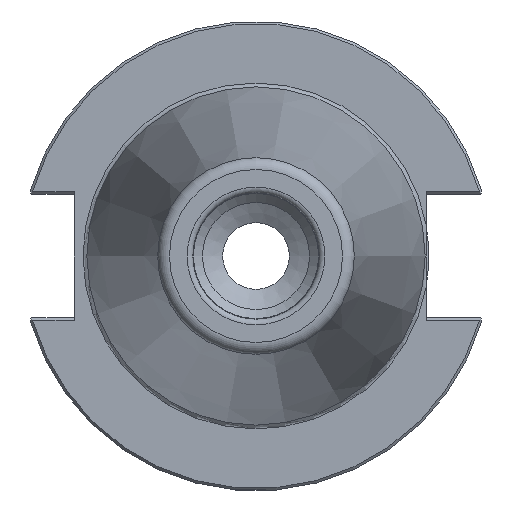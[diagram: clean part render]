
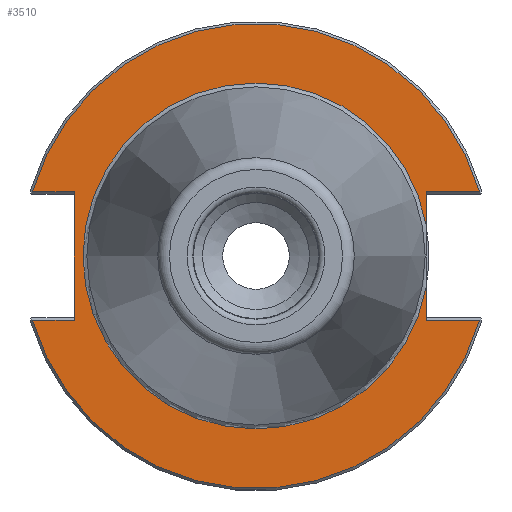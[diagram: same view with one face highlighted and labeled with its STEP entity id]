
A CAD part, left-side view. The second image highlights one B-rep face of the part: STEP entity #3510.
In plain terms, the highlighted planar face has unit normal (-1, 0, 0).
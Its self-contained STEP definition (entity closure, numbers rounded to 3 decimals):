
#250=PLANE('',#3813);
#380=FACE_OUTER_BOUND('',#574,.T.);
#574=EDGE_LOOP('',(#2785,#2786,#2787,#2788,#2789,#2790,#2791,#2792,#2793,
#2794,#2795));
#798=LINE('',#6322,#1013);
#801=LINE('',#6381,#1016);
#802=LINE('',#6387,#1017);
#803=LINE('',#6389,#1018);
#804=LINE('',#6393,#1019);
#805=LINE('',#6395,#1020);
#806=LINE('',#6396,#1021);
#1013=VECTOR('',#4493,10.);
#1016=VECTOR('',#4512,10.);
#1017=VECTOR('',#4517,10.);
#1018=VECTOR('',#4518,10.);
#1019=VECTOR('',#4521,10.);
#1020=VECTOR('',#4522,10.);
#1021=VECTOR('',#4523,10.);
#1208=CIRCLE('',#3811,48.25);
#1210=CIRCLE('',#3814,35.9);
#1211=CIRCLE('',#3815,35.9);
#1212=CIRCLE('',#3816,48.25);
#1521=VERTEX_POINT('',#6319);
#1522=VERTEX_POINT('',#6321);
#1530=VERTEX_POINT('',#6368);
#1533=VERTEX_POINT('',#6380);
#1534=VERTEX_POINT('',#6382);
#1535=VERTEX_POINT('',#6384);
#1536=VERTEX_POINT('',#6386);
#1537=VERTEX_POINT('',#6388);
#1538=VERTEX_POINT('',#6390);
#1539=VERTEX_POINT('',#6392);
#1540=VERTEX_POINT('',#6394);
#1980=EDGE_CURVE('',#1521,#1522,#798,.T.);
#1992=EDGE_CURVE('',#1522,#1530,#1208,.T.);
#1996=EDGE_CURVE('',#1521,#1533,#801,.T.);
#1997=EDGE_CURVE('',#1533,#1534,#1210,.T.);
#1998=EDGE_CURVE('',#1534,#1535,#1211,.T.);
#1999=EDGE_CURVE('',#1535,#1536,#802,.T.);
#2000=EDGE_CURVE('',#1537,#1536,#803,.T.);
#2001=EDGE_CURVE('',#1538,#1537,#1212,.T.);
#2002=EDGE_CURVE('',#1539,#1538,#804,.T.);
#2003=EDGE_CURVE('',#1539,#1540,#805,.T.);
#2004=EDGE_CURVE('',#1530,#1540,#806,.T.);
#2785=ORIENTED_EDGE('',*,*,#1980,.F.);
#2786=ORIENTED_EDGE('',*,*,#1996,.T.);
#2787=ORIENTED_EDGE('',*,*,#1997,.T.);
#2788=ORIENTED_EDGE('',*,*,#1998,.T.);
#2789=ORIENTED_EDGE('',*,*,#1999,.T.);
#2790=ORIENTED_EDGE('',*,*,#2000,.F.);
#2791=ORIENTED_EDGE('',*,*,#2001,.F.);
#2792=ORIENTED_EDGE('',*,*,#2002,.F.);
#2793=ORIENTED_EDGE('',*,*,#2003,.T.);
#2794=ORIENTED_EDGE('',*,*,#2004,.F.);
#2795=ORIENTED_EDGE('',*,*,#1992,.F.);
#3510=ADVANCED_FACE('',(#380),#250,.T.);
#3811=AXIS2_PLACEMENT_3D('',#6369,#4506,#4507);
#3813=AXIS2_PLACEMENT_3D('',#6379,#4510,#4511);
#3814=AXIS2_PLACEMENT_3D('',#6383,#4513,#4514);
#3815=AXIS2_PLACEMENT_3D('',#6385,#4515,#4516);
#3816=AXIS2_PLACEMENT_3D('',#6391,#4519,#4520);
#4493=DIRECTION('',(0.,-1.,0.));
#4506=DIRECTION('center_axis',(1.,0.,0.));
#4507=DIRECTION('ref_axis',(0.,0.,-1.));
#4510=DIRECTION('center_axis',(-1.,0.,0.));
#4511=DIRECTION('ref_axis',(0.,0.,1.));
#4512=DIRECTION('',(0.,0.,1.));
#4513=DIRECTION('center_axis',(1.,0.,0.));
#4514=DIRECTION('ref_axis',(0.,0.,-1.));
#4515=DIRECTION('center_axis',(1.,0.,0.));
#4516=DIRECTION('ref_axis',(0.,0.,-1.));
#4517=DIRECTION('',(0.,0.,1.));
#4518=DIRECTION('',(0.,1.,0.));
#4519=DIRECTION('center_axis',(1.,0.,0.));
#4520=DIRECTION('ref_axis',(0.,0.,-1.));
#4521=DIRECTION('',(0.,1.,0.));
#4522=DIRECTION('',(0.,0.,-1.));
#4523=DIRECTION('',(0.,-1.,0.));
#6319=CARTESIAN_POINT('',(3.175,-35.3,-13.325));
#6321=CARTESIAN_POINT('',(3.175,-46.373,-13.325));
#6322=CARTESIAN_POINT('',(3.175,-13.707,-13.325));
#6368=CARTESIAN_POINT('',(3.175,46.373,-13.325));
#6369=CARTESIAN_POINT('Origin',(3.175,0.,
0.));
#6379=CARTESIAN_POINT('Origin',(3.175,48.25,0.));
#6380=CARTESIAN_POINT('',(3.175,-35.3,-6.536));
#6381=CARTESIAN_POINT('',(3.175,-35.3,-6.413));
#6382=CARTESIAN_POINT('',(3.175,0.,35.9));
#6383=CARTESIAN_POINT('Origin',(3.175,0.,
0.));
#6384=CARTESIAN_POINT('',(3.175,-35.3,6.536));
#6385=CARTESIAN_POINT('Origin',(3.175,0.,
0.));
#6386=CARTESIAN_POINT('',(3.175,-35.3,13.325));
#6387=CARTESIAN_POINT('',(3.175,-35.3,-6.413));
#6388=CARTESIAN_POINT('',(3.175,-46.373,13.325));
#6389=CARTESIAN_POINT('',(3.175,6.475,13.325));
#6390=CARTESIAN_POINT('',(3.175,46.373,13.325));
#6391=CARTESIAN_POINT('Origin',(3.175,0.,
0.));
#6392=CARTESIAN_POINT('',(3.175,37.7,13.325));
#6393=CARTESIAN_POINT('',(3.175,61.395,13.325));
#6394=CARTESIAN_POINT('',(3.175,37.7,-13.325));
#6395=CARTESIAN_POINT('',(3.175,37.7,6.413));
#6396=CARTESIAN_POINT('',(3.175,42.975,-13.325));
